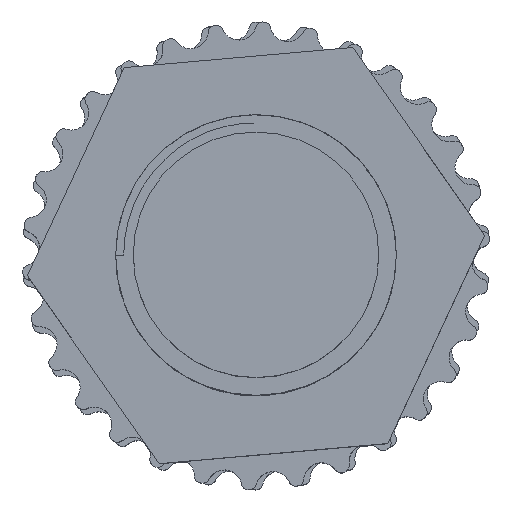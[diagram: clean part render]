
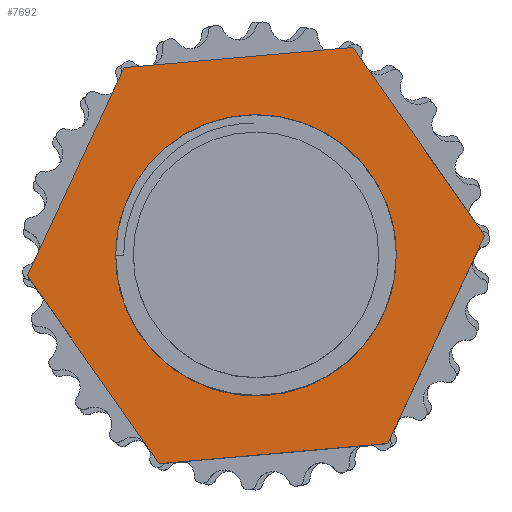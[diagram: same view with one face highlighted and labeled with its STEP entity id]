
A CAD part, top view. The second image highlights one B-rep face of the part: STEP entity #7692.
In plain terms, the highlighted face is planar.
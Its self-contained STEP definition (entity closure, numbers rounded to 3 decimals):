
#39 = VERTEX_POINT ( 'NONE', #2123 ) ;
#95 = DIRECTION ( 'NONE',  ( 0.512, 0.859, 0. ) ) ;
#448 = LINE ( 'NONE', #3912, #9435 ) ;
#476 = CARTESIAN_POINT ( 'NONE',  ( -5.027, -8.43, 0. ) ) ;
#585 = ORIENTED_EDGE ( 'NONE', *, *, #11400, .F. ) ;
#1113 = CARTESIAN_POINT ( 'NONE',  ( 0., 0., 0. ) ) ;
#1625 = LINE ( 'NONE', #476, #12732 ) ;
#2123 = CARTESIAN_POINT ( 'NONE',  ( 9.814, -0.139, 0. ) ) ;
#2287 = DIRECTION ( 'NONE',  ( -0.512, -0.859, 0. ) ) ;
#2417 = DIRECTION ( 'NONE',  ( 1., -0.014, 0. ) ) ;
#2552 = AXIS2_PLACEMENT_3D ( 'NONE', #1113, #16753, #3055 ) ;
#2811 = CARTESIAN_POINT ( 'NONE',  ( 0., 0., 0. ) ) ;
#3014 = AXIS2_PLACEMENT_3D ( 'NONE', #12549, #24182, #10548 ) ;
#3055 = DIRECTION ( 'NONE',  ( 1., 0., 0. ) ) ;
#3077 = LINE ( 'NONE', #4031, #17814 ) ;
#3682 = EDGE_CURVE ( 'NONE', #23321, #6342, #12912, .T. ) ;
#3912 = CARTESIAN_POINT ( 'NONE',  ( -9.814, 0.139, 0. ) ) ;
#4031 = CARTESIAN_POINT ( 'NONE',  ( -4.786, 8.569, 0. ) ) ;
#4287 = EDGE_CURVE ( 'NONE', #16889, #23602, #7793, .T. ) ;
#4683 = DIRECTION ( 'NONE',  ( -0.488, 0.873, 0. ) ) ;
#4727 = CARTESIAN_POINT ( 'NONE',  ( -4.786, 8.569, 0. ) ) ;
#4999 = VERTEX_POINT ( 'NONE', #13528 ) ;
#5035 = EDGE_LOOP ( 'NONE', ( #585, #16378, #23204, #15216, #18302, #18648 ) ) ;
#5045 = EDGE_CURVE ( 'NONE', #11342, #39, #15304, .T. ) ;
#5909 = FACE_BOUND ( 'NONE', #11062, .T. ) ;
#6250 = AXIS2_PLACEMENT_3D ( 'NONE', #2811, #14249, #14086 ) ;
#6342 = VERTEX_POINT ( 'NONE', #4727 ) ;
#7031 = VECTOR ( 'NONE', #4683, 1000. ) ;
#7292 = ORIENTED_EDGE ( 'NONE', *, *, #4287, .T. ) ;
#7628 = CIRCLE ( 'NONE', #3014, 6. ) ;
#7688 = DIRECTION ( 'NONE',  ( 0.488, -0.873, 0. ) ) ;
#7692 = ADVANCED_FACE ( 'NONE', ( #5909, #12526 ), #22465, .F. ) ;
#7793 = CIRCLE ( 'NONE', #6250, 6. ) ;
#7821 = CARTESIAN_POINT ( 'NONE',  ( 5.027, 8.43, 0. ) ) ;
#8794 = CARTESIAN_POINT ( 'NONE',  ( 9.814, -0.139, 0. ) ) ;
#9015 = VECTOR ( 'NONE', #15552, 1000. ) ;
#9435 = VECTOR ( 'NONE', #7688, 1000. ) ;
#10086 = CARTESIAN_POINT ( 'NONE',  ( 4.786, -8.569, 0. ) ) ;
#10366 = EDGE_CURVE ( 'NONE', #12306, #4999, #448, .T. ) ;
#10548 = DIRECTION ( 'NONE',  ( 1., 0., 0. ) ) ;
#10627 = LINE ( 'NONE', #8794, #7031 ) ;
#11062 = EDGE_LOOP ( 'NONE', ( #18258, #7292 ) ) ;
#11342 = VERTEX_POINT ( 'NONE', #16452 ) ;
#11400 = EDGE_CURVE ( 'NONE', #39, #23321, #10627, .T. ) ;
#12306 = VERTEX_POINT ( 'NONE', #13202 ) ;
#12526 = FACE_OUTER_BOUND ( 'NONE', #5035, .T. ) ;
#12549 = CARTESIAN_POINT ( 'NONE',  ( 0., 0., 0. ) ) ;
#12732 = VECTOR ( 'NONE', #2417, 1000. ) ;
#12912 = LINE ( 'NONE', #23034, #9015 ) ;
#13202 = CARTESIAN_POINT ( 'NONE',  ( -9.814, 0.139, 0. ) ) ;
#13528 = CARTESIAN_POINT ( 'NONE',  ( -5.027, -8.43, 0. ) ) ;
#14086 = DIRECTION ( 'NONE',  ( 1., 0., 0. ) ) ;
#14249 = DIRECTION ( 'NONE',  ( 0., 0., 1. ) ) ;
#15216 = ORIENTED_EDGE ( 'NONE', *, *, #10366, .F. ) ;
#15304 = LINE ( 'NONE', #10086, #23441 ) ;
#15552 = DIRECTION ( 'NONE',  ( -1., 0.014, 0. ) ) ;
#16378 = ORIENTED_EDGE ( 'NONE', *, *, #5045, .F. ) ;
#16418 = CARTESIAN_POINT ( 'NONE',  ( -6., 0., 0. ) ) ;
#16452 = CARTESIAN_POINT ( 'NONE',  ( 4.786, -8.569, 0. ) ) ;
#16753 = DIRECTION ( 'NONE',  ( 0., 0., 1. ) ) ;
#16889 = VERTEX_POINT ( 'NONE', #16418 ) ;
#17814 = VECTOR ( 'NONE', #2287, 1000. ) ;
#18258 = ORIENTED_EDGE ( 'NONE', *, *, #20638, .T. ) ;
#18302 = ORIENTED_EDGE ( 'NONE', *, *, #23216, .F. ) ;
#18648 = ORIENTED_EDGE ( 'NONE', *, *, #3682, .F. ) ;
#19498 = CARTESIAN_POINT ( 'NONE',  ( 6., 0., 0. ) ) ;
#20540 = EDGE_CURVE ( 'NONE', #4999, #11342, #1625, .T. ) ;
#20638 = EDGE_CURVE ( 'NONE', #23602, #16889, #7628, .T. ) ;
#22465 = PLANE ( 'NONE',  #2552 ) ;
#23034 = CARTESIAN_POINT ( 'NONE',  ( 5.027, 8.43, 0. ) ) ;
#23204 = ORIENTED_EDGE ( 'NONE', *, *, #20540, .F. ) ;
#23216 = EDGE_CURVE ( 'NONE', #6342, #12306, #3077, .T. ) ;
#23321 = VERTEX_POINT ( 'NONE', #7821 ) ;
#23441 = VECTOR ( 'NONE', #95, 1000. ) ;
#23602 = VERTEX_POINT ( 'NONE', #19498 ) ;
#24182 = DIRECTION ( 'NONE',  ( 0., 0., 1. ) ) ;
